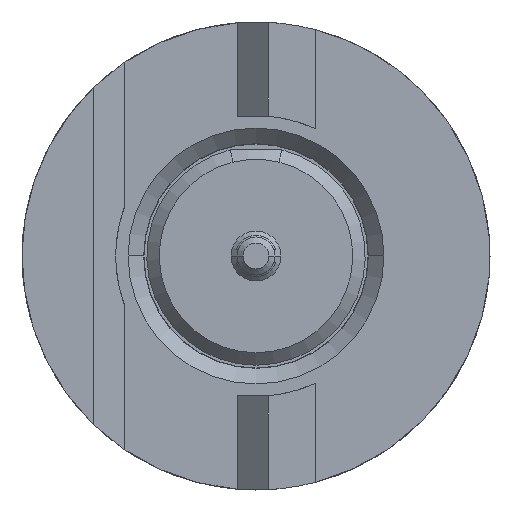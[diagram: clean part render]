
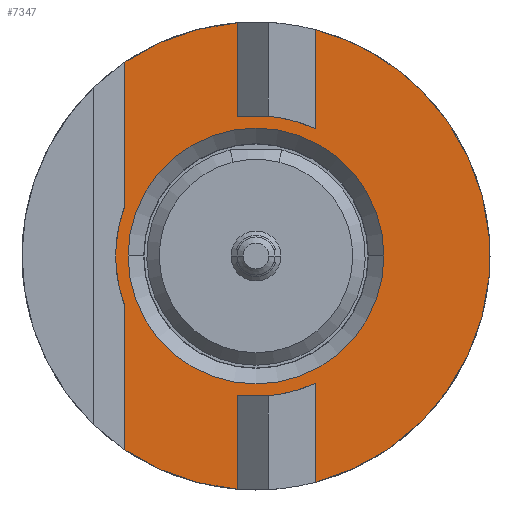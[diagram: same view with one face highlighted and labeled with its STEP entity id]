
A CAD part, front view. The second image highlights one B-rep face of the part: STEP entity #7347.
In plain terms, the highlighted planar face has unit normal (0, -1, 0).
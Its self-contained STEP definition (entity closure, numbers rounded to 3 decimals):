
#1378=CARTESIAN_POINT('',(0.,-12.75,0.));
#1379=DIRECTION('',(0.,-1.,0.));
#1380=DIRECTION('',(-0.08,0.,0.997));
#1381=AXIS2_PLACEMENT_3D('',#1378,#1379,#1380);
#1409=CARTESIAN_POINT('',(0.,-12.75,0.));
#1410=DIRECTION('',(0.,-1.,0.));
#1411=DIRECTION('',(0.707,0.,0.707));
#1412=AXIS2_PLACEMENT_3D('',#1409,#1410,#1411);
#1458=DIRECTION('',(0.,0.,-1.));
#1459=VECTOR('',#1458,2.299);
#1460=CARTESIAN_POINT('',(-2.1,-12.75,-0.808));
#1461=LINE('',#1460,#1459);
#1462=DIRECTION('',(0.,0.,-1.));
#1463=VECTOR('',#1462,2.299);
#1464=CARTESIAN_POINT('',(-2.1,-12.75,3.107));
#1465=LINE('',#1464,#1463);
#1466=CARTESIAN_POINT('',(0.,-12.75,0.));
#1467=DIRECTION('',(0.,1.,0.));
#1468=DIRECTION('',(0.707,0.,0.707));
#1469=AXIS2_PLACEMENT_3D('',#1466,#1467,#1468);
#1471=DIRECTION('',(0.,0.,1.));
#1472=VECTOR('',#1471,1.588);
#1473=CARTESIAN_POINT('',(0.95,-12.75,-3.628));
#1474=LINE('',#1473,#1472);
#1475=DIRECTION('',(0.,0.,-1.));
#1476=VECTOR('',#1475,1.508);
#1477=CARTESIAN_POINT('',(-0.3,-12.75,-2.23));
#1478=LINE('',#1477,#1476);
#1479=CARTESIAN_POINT('',(0.,-12.75,0.));
#1480=DIRECTION('',(0.,1.,0.));
#1481=DIRECTION('',(-0.933,0.,-0.359));
#1482=AXIS2_PLACEMENT_3D('',#1479,#1480,#1481);
#1484=DIRECTION('',(0.,0.,-1.));
#1485=VECTOR('',#1484,1.508);
#1486=CARTESIAN_POINT('',(-0.3,-12.75,3.738));
#1487=LINE('',#1486,#1485);
#1488=DIRECTION('',(0.,0.,1.));
#1489=VECTOR('',#1488,1.588);
#1490=CARTESIAN_POINT('',(0.95,-12.75,2.04));
#1491=LINE('',#1490,#1489);
#1492=CARTESIAN_POINT('',(0.,-12.75,0.));
#1493=DIRECTION('',(0.,1.,0.));
#1494=DIRECTION('',(1.,0.,0.));
#1495=AXIS2_PLACEMENT_3D('',#1492,#1493,#1494);
#1497=CARTESIAN_POINT('',(0.,-12.75,0.));
#1498=DIRECTION('',(0.,1.,0.));
#1499=DIRECTION('',(-1.,0.,0.));
#1500=AXIS2_PLACEMENT_3D('',#1497,#1498,#1499);
#1516=CARTESIAN_POINT('',(0.,-12.75,0.));
#1517=DIRECTION('',(0.,-1.,0.));
#1518=DIRECTION('',(-0.56,0.,-0.828));
#1519=AXIS2_PLACEMENT_3D('',#1516,#1517,#1518);
#1576=CARTESIAN_POINT('',(0.,-12.75,0.));
#1577=DIRECTION('',(0.,-1.,0.));
#1578=DIRECTION('',(-0.133,0.,-0.991));
#1579=AXIS2_PLACEMENT_3D('',#1576,#1577,#1578);
#1585=CARTESIAN_POINT('',(0.,-12.75,0.));
#1586=DIRECTION('',(0.,-1.,0.));
#1587=DIRECTION('',(0.422,0.,0.906));
#1588=AXIS2_PLACEMENT_3D('',#1585,#1586,#1587);
#1877=CARTESIAN_POINT('',(-2.1,-12.75,-3.107));
#1878=CARTESIAN_POINT('',(-0.3,-12.75,-3.738));
#1879=VERTEX_POINT('',#1877);
#1880=VERTEX_POINT('',#1878);
#1881=CARTESIAN_POINT('',(0.95,-12.75,-3.628));
#1883=VERTEX_POINT('',#1881);
#1885=CARTESIAN_POINT('',(2.652,-12.75,2.651));
#1886=CARTESIAN_POINT('',(0.95,-12.75,3.628));
#1887=VERTEX_POINT('',#1885);
#1888=VERTEX_POINT('',#1886);
#1889=CARTESIAN_POINT('',(-0.3,-12.75,3.738));
#1890=CARTESIAN_POINT('',(-2.1,-12.75,3.107));
#1891=VERTEX_POINT('',#1889);
#1892=VERTEX_POINT('',#1890);
#1905=CARTESIAN_POINT('',(-0.3,-12.75,2.23));
#1906=VERTEX_POINT('',#1905);
#1907=CARTESIAN_POINT('',(-2.1,-12.75,0.808));
#1909=VERTEX_POINT('',#1907);
#1911=CARTESIAN_POINT('',(-2.1,-12.75,-0.808));
#1913=VERTEX_POINT('',#1911);
#1917=CARTESIAN_POINT('',(-0.3,-12.75,-2.23));
#1918=VERTEX_POINT('',#1917);
#1919=CARTESIAN_POINT('',(0.95,-12.75,-2.04));
#1921=VERTEX_POINT('',#1919);
#1923=CARTESIAN_POINT('',(0.95,-12.75,2.04));
#1925=VERTEX_POINT('',#1923);
#1927=CARTESIAN_POINT('',(2.05,-12.75,0.));
#1928=CARTESIAN_POINT('',(-2.05,-12.75,0.));
#1929=VERTEX_POINT('',#1927);
#1930=VERTEX_POINT('',#1928);
#7312=CARTESIAN_POINT('',(0.,-12.75,0.));
#7313=DIRECTION('',(0.,-1.,0.));
#7314=DIRECTION('',(1.,0.,0.));
#7315=AXIS2_PLACEMENT_3D('',#7312,#7313,#7314);
#7316=PLANE('',#7315);
#7318=ORIENTED_EDGE('',*,*,#7317,.T.);
#7320=ORIENTED_EDGE('',*,*,#7319,.T.);
#7322=ORIENTED_EDGE('',*,*,#7321,.F.);
#7324=ORIENTED_EDGE('',*,*,#7323,.T.);
#7326=ORIENTED_EDGE('',*,*,#7325,.F.);
#7327=ORIENTED_EDGE('',*,*,#7288,.F.);
#7329=ORIENTED_EDGE('',*,*,#7328,.T.);
#7330=ORIENTED_EDGE('',*,*,#7303,.F.);
#7331=ORIENTED_EDGE('',*,*,#7167,.F.);
#7333=ORIENTED_EDGE('',*,*,#7332,.T.);
#7335=ORIENTED_EDGE('',*,*,#7334,.F.);
#7337=ORIENTED_EDGE('',*,*,#7336,.T.);
#7338=ORIENTED_EDGE('',*,*,#7183,.F.);
#7339=EDGE_LOOP('',(#7318,#7320,#7322,#7324,#7326,#7327,#7329,#7330,#7331,#7333,
#7335,#7337,#7338));
#7340=FACE_OUTER_BOUND('',#7339,.F.);
#7342=ORIENTED_EDGE('',*,*,#7341,.F.);
#7344=ORIENTED_EDGE('',*,*,#7343,.F.);
#7345=EDGE_LOOP('',(#7342,#7344));
#7346=FACE_BOUND('',#7345,.F.);
#1382=CIRCLE('',#1381,3.75);
#1413=CIRCLE('',#1412,3.75);
#1470=CIRCLE('',#1469,3.75);
#1483=CIRCLE('',#1482,2.25);
#1496=CIRCLE('',#1495,2.05);
#1501=CIRCLE('',#1500,2.05);
#1520=CIRCLE('',#1519,3.75);
#1580=CIRCLE('',#1579,2.25);
#1589=CIRCLE('',#1588,2.25);
#7167=EDGE_CURVE('',#1891,#1892,#1382,.T.);
#7183=EDGE_CURVE('',#1887,#1888,#1413,.T.);
#7288=EDGE_CURVE('',#1913,#1879,#1461,.T.);
#7303=EDGE_CURVE('',#1892,#1909,#1465,.T.);
#7317=EDGE_CURVE('',#1887,#1883,#1470,.T.);
#7319=EDGE_CURVE('',#1883,#1921,#1474,.T.);
#7321=EDGE_CURVE('',#1918,#1921,#1580,.T.);
#7323=EDGE_CURVE('',#1918,#1880,#1478,.T.);
#7325=EDGE_CURVE('',#1879,#1880,#1520,.T.);
#7328=EDGE_CURVE('',#1913,#1909,#1483,.T.);
#7332=EDGE_CURVE('',#1891,#1906,#1487,.T.);
#7334=EDGE_CURVE('',#1925,#1906,#1589,.T.);
#7336=EDGE_CURVE('',#1925,#1888,#1491,.T.);
#7341=EDGE_CURVE('',#1929,#1930,#1496,.T.);
#7343=EDGE_CURVE('',#1930,#1929,#1501,.T.);
#7347=ADVANCED_FACE('',(#7340,#7346),#7316,.T.);
